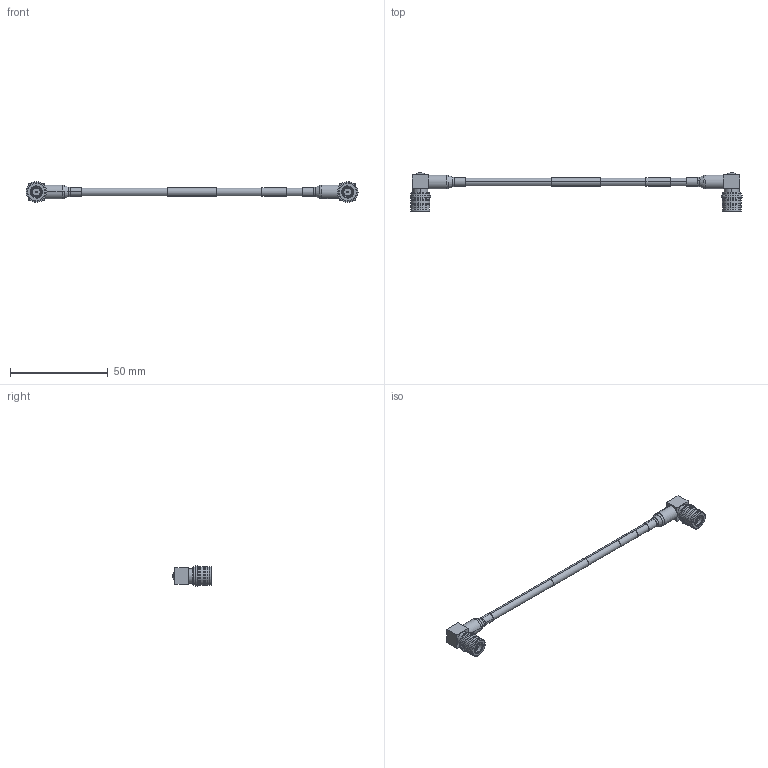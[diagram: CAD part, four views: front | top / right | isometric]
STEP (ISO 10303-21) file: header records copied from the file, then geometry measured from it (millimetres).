
FILE_DESCRIPTION (( 'STEP AP214' ), '1' );
FILE_NAME ('FMCA2357_3D.step', '2024-07-18T18:15:34', ( '' ), ( '' ), 'SwSTEP 2.0', 'SolidWorks 2022', '' );
FILE_SCHEMA (( 'AUTOMOTIVE_DESIGN' ));
Length unit declared in the file: millimetre
Products named in the file (5): FMCA2357_3D; Copy of TFT-402-MA1^FMCA2357; Copy of LABEL1^FMCA2357; Copy of TFT-402-LF^FMCA2357_WITH LABEL; Copy of TC-402-QM-RA-LP-PE^FMCA2357
Assembly tree (6 placements, depth 2):
  FMCA2357_3D
    Copy of TFT-402-LF^FMCA2357_WITH LABEL
    Copy of TFT-402-MA1^FMCA2357  x2
    Copy of TC-402-QM-RA-LP-PE^FMCA2357  x2
    Copy of LABEL1^FMCA2357
Bounding box: 169.47 x 19.9 x 10.49 mm (x, y, z)
Volume: 4791.6 mm3; surface area: 6492.4 mm2
Topology: 7 solids, 9 shells, 468 faces, 1098 edges, 690 vertices
Faces by surface type: plane 166, cylinder 134, cone 88, torus 68, sphere 12
Entity records: 7474 total; most frequent: CARTESIAN_POINT 1605, DIRECTION 1262, ORIENTED_EDGE 1118, EDGE_CURVE 559, AXIS2_PLACEMENT_3D 519, VERTEX_POINT 353, CIRCLE 269, EDGE_LOOP 268
